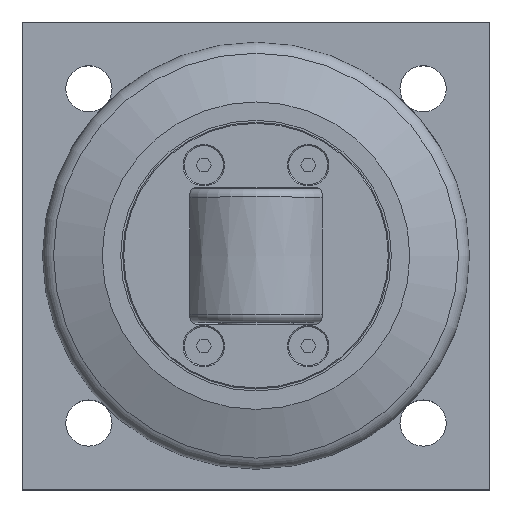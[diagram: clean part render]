
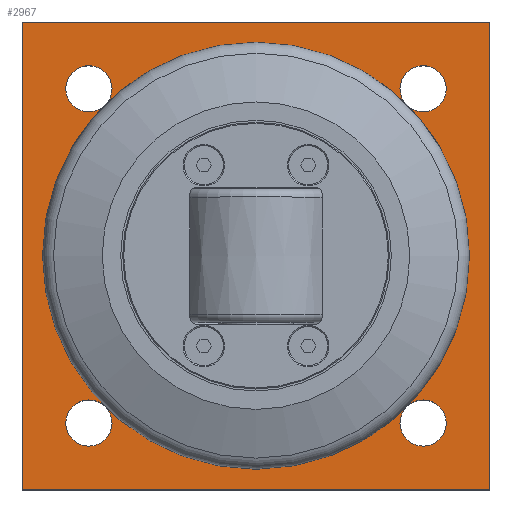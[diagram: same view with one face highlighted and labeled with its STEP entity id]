
A CAD part, top view. The second image highlights one B-rep face of the part: STEP entity #2967.
In plain terms, the highlighted planar face has unit normal (0, 0, 1).
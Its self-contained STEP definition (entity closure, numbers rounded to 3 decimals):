
#228=LINE('',#5793,#400);
#232=LINE('',#5801,#404);
#235=LINE('',#5807,#407);
#238=LINE('',#5812,#410);
#400=VECTOR('',#4031,10.);
#404=VECTOR('',#4037,10.);
#407=VECTOR('',#4042,10.);
#410=VECTOR('',#4047,10.);
#538=FACE_BOUND('',#921,.T.);
#539=FACE_BOUND('',#922,.T.);
#540=FACE_BOUND('',#923,.T.);
#541=FACE_BOUND('',#924,.T.);
#542=FACE_BOUND('',#925,.T.);
#596=PLANE('',#3304);
#738=FACE_OUTER_BOUND('',#920,.T.);
#920=EDGE_LOOP('',(#2583,#2584,#2585,#2586));
#921=EDGE_LOOP('',(#2587));
#922=EDGE_LOOP('',(#2588,#2589));
#923=EDGE_LOOP('',(#2590,#2591));
#924=EDGE_LOOP('',(#2592,#2593));
#925=EDGE_LOOP('',(#2594,#2595));
#1098=CIRCLE('',#3272,39.5);
#1105=CIRCLE('',#3283,6.918);
#1106=CIRCLE('',#3284,6.918);
#1108=CIRCLE('',#3287,6.918);
#1109=CIRCLE('',#3288,6.918);
#1111=CIRCLE('',#3291,6.918);
#1112=CIRCLE('',#3292,6.918);
#1114=CIRCLE('',#3295,6.918);
#1115=CIRCLE('',#3296,6.918);
#1367=VERTEX_POINT('',#5738);
#1374=VERTEX_POINT('',#5759);
#1375=VERTEX_POINT('',#5760);
#1377=VERTEX_POINT('',#5767);
#1378=VERTEX_POINT('',#5768);
#1380=VERTEX_POINT('',#5775);
#1381=VERTEX_POINT('',#5776);
#1383=VERTEX_POINT('',#5783);
#1384=VERTEX_POINT('',#5784);
#1386=VERTEX_POINT('',#5791);
#1387=VERTEX_POINT('',#5792);
#1390=VERTEX_POINT('',#5800);
#1392=VERTEX_POINT('',#5806);
#1764=EDGE_CURVE('',#1367,#1367,#1098,.T.);
#1773=EDGE_CURVE('',#1374,#1375,#1105,.T.);
#1774=EDGE_CURVE('',#1375,#1374,#1106,.T.);
#1777=EDGE_CURVE('',#1377,#1378,#1108,.T.);
#1778=EDGE_CURVE('',#1378,#1377,#1109,.T.);
#1781=EDGE_CURVE('',#1380,#1381,#1111,.T.);
#1782=EDGE_CURVE('',#1381,#1380,#1112,.T.);
#1785=EDGE_CURVE('',#1383,#1384,#1114,.T.);
#1786=EDGE_CURVE('',#1384,#1383,#1115,.T.);
#1789=EDGE_CURVE('',#1386,#1387,#228,.T.);
#1793=EDGE_CURVE('',#1387,#1390,#232,.T.);
#1796=EDGE_CURVE('',#1390,#1392,#235,.T.);
#1799=EDGE_CURVE('',#1392,#1386,#238,.T.);
#2583=ORIENTED_EDGE('',*,*,#1789,.F.);
#2584=ORIENTED_EDGE('',*,*,#1799,.F.);
#2585=ORIENTED_EDGE('',*,*,#1796,.F.);
#2586=ORIENTED_EDGE('',*,*,#1793,.F.);
#2587=ORIENTED_EDGE('',*,*,#1764,.T.);
#2588=ORIENTED_EDGE('',*,*,#1773,.T.);
#2589=ORIENTED_EDGE('',*,*,#1774,.T.);
#2590=ORIENTED_EDGE('',*,*,#1777,.T.);
#2591=ORIENTED_EDGE('',*,*,#1778,.T.);
#2592=ORIENTED_EDGE('',*,*,#1781,.T.);
#2593=ORIENTED_EDGE('',*,*,#1782,.T.);
#2594=ORIENTED_EDGE('',*,*,#1785,.T.);
#2595=ORIENTED_EDGE('',*,*,#1786,.T.);
#2967=ADVANCED_FACE('',(#738,#538,#539,#540,#541,#542),#596,.T.);
#3272=AXIS2_PLACEMENT_3D('',#5740,#3971,#3972);
#3283=AXIS2_PLACEMENT_3D('',#5761,#3995,#3996);
#3284=AXIS2_PLACEMENT_3D('',#5762,#3997,#3998);
#3287=AXIS2_PLACEMENT_3D('',#5769,#4004,#4005);
#3288=AXIS2_PLACEMENT_3D('',#5770,#4006,#4007);
#3291=AXIS2_PLACEMENT_3D('',#5777,#4013,#4014);
#3292=AXIS2_PLACEMENT_3D('',#5778,#4015,#4016);
#3295=AXIS2_PLACEMENT_3D('',#5785,#4022,#4023);
#3296=AXIS2_PLACEMENT_3D('',#5786,#4024,#4025);
#3304=AXIS2_PLACEMENT_3D('',#5817,#4053,#4054);
#3971=DIRECTION('center_axis',(0.,0.,-1.));
#3972=DIRECTION('ref_axis',(0.,-1.,0.));
#3995=DIRECTION('center_axis',(0.,0.,-1.));
#3996=DIRECTION('ref_axis',(1.,0.,0.));
#3997=DIRECTION('center_axis',(0.,0.,-1.));
#3998=DIRECTION('ref_axis',(1.,0.,0.));
#4004=DIRECTION('center_axis',(0.,0.,-1.));
#4005=DIRECTION('ref_axis',(1.,0.,0.));
#4006=DIRECTION('center_axis',(0.,0.,-1.));
#4007=DIRECTION('ref_axis',(1.,0.,0.));
#4013=DIRECTION('center_axis',(0.,0.,-1.));
#4014=DIRECTION('ref_axis',(1.,0.,0.));
#4015=DIRECTION('center_axis',(0.,0.,-1.));
#4016=DIRECTION('ref_axis',(1.,0.,0.));
#4022=DIRECTION('center_axis',(0.,0.,-1.));
#4023=DIRECTION('ref_axis',(1.,0.,0.));
#4024=DIRECTION('center_axis',(0.,0.,-1.));
#4025=DIRECTION('ref_axis',(1.,0.,0.));
#4031=DIRECTION('',(0.,1.,0.));
#4037=DIRECTION('',(1.,0.,0.));
#4042=DIRECTION('',(0.,-1.,0.));
#4047=DIRECTION('',(-1.,0.,0.));
#4053=DIRECTION('center_axis',(0.,0.,1.));
#4054=DIRECTION('ref_axis',(1.,0.,0.));
#5738=CARTESIAN_POINT('',(70.,109.5,20.));
#5740=CARTESIAN_POINT('Origin',(70.,70.,20.));
#5759=CARTESIAN_POINT('',(26.917,20.,20.));
#5760=CARTESIAN_POINT('',(13.082,20.,20.));
#5761=CARTESIAN_POINT('Origin',(20.,20.,20.));
#5762=CARTESIAN_POINT('Origin',(20.,20.,20.));
#5767=CARTESIAN_POINT('',(126.918,20.,20.));
#5768=CARTESIAN_POINT('',(113.083,20.,20.));
#5769=CARTESIAN_POINT('Origin',(120.,20.,20.));
#5770=CARTESIAN_POINT('Origin',(120.,20.,20.));
#5775=CARTESIAN_POINT('',(126.918,120.,20.));
#5776=CARTESIAN_POINT('',(113.083,120.,20.));
#5777=CARTESIAN_POINT('Origin',(120.,120.,20.));
#5778=CARTESIAN_POINT('Origin',(120.,120.,20.));
#5783=CARTESIAN_POINT('',(26.917,120.,20.));
#5784=CARTESIAN_POINT('',(13.082,120.,20.));
#5785=CARTESIAN_POINT('Origin',(20.,120.,20.));
#5786=CARTESIAN_POINT('Origin',(20.,120.,20.));
#5791=CARTESIAN_POINT('',(0.,0.,20.));
#5792=CARTESIAN_POINT('',(0.,140.,20.));
#5793=CARTESIAN_POINT('',(0.,140.,20.));
#5800=CARTESIAN_POINT('',(140.,140.,20.));
#5801=CARTESIAN_POINT('',(140.,140.,20.));
#5806=CARTESIAN_POINT('',(140.,0.,20.));
#5807=CARTESIAN_POINT('',(140.,0.,20.));
#5812=CARTESIAN_POINT('',(0.,0.,20.));
#5817=CARTESIAN_POINT('Origin',(70.,70.,20.));
